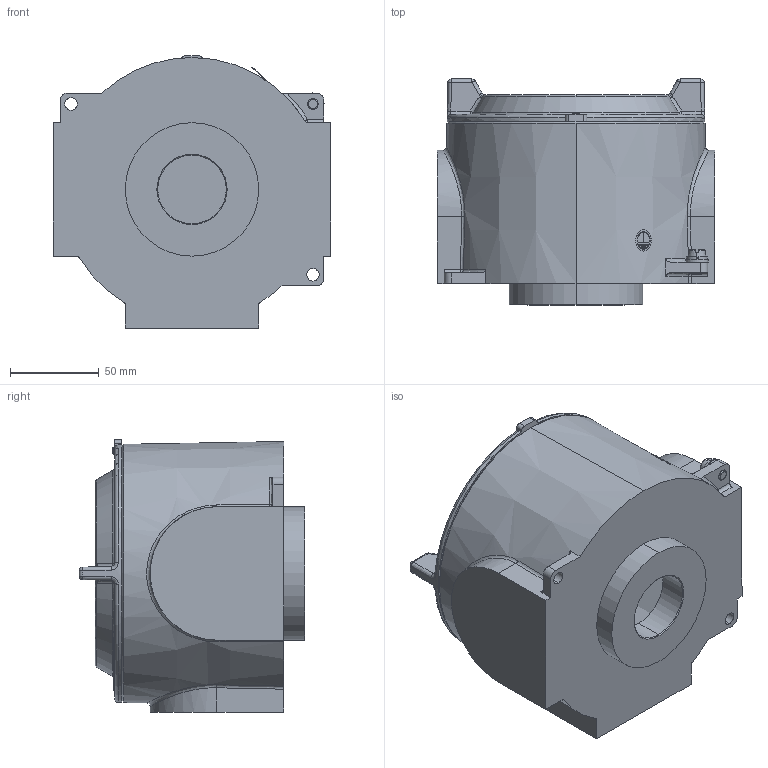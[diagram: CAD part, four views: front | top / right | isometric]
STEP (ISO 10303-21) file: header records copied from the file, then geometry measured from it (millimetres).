
FILE_DESCRIPTION (( 'STEP AP203' ), '1' );
FILE_NAME ('8252_14-EE110-111.STEP', '2015-05-07T07:59:20', ( '' ), ( '' ), 'SwSTEP 2.0', 'SolidWorks 2015', '' );
FILE_SCHEMA (( 'CONFIG_CONTROL_DESIGN' ));
Length unit declared in the file: millimetre
Products named in the file (9): 506_548_0; 8252_9_005_004_0_Machining; 502_077_0; 8252_14-EE110-111; 520_086_0; 503_652_0_M4 x 5; 506_635_0; 8252 Size 4 oring; 8252_9_004_015_3_Machining with M40x1,5 hole - EE110
Assembly tree (11 placements, depth 2):
  8252_14-EE110-111
    8252_9_004_015_3_Machining with M40x1,5 hole - EE110
    8252_9_005_004_0_Machining
    8252 Size 4 oring
    503_652_0_M4 x 5
    502_077_0  x2
    506_548_0  x2
    506_635_0  x2
    520_086_0
Bounding box: 156 x 127 x 153.07 mm (x, y, z)
Volume: 719902.7 mm3; surface area: 182403.7 mm2
Topology: 11 solids, 11 shells, 700 faces, 1744 edges, 1088 vertices
Faces by surface type: plane 345, bspline 117, cylinder 96, cone 71, torus 55, sphere 16
Entity records: 27958 total; most frequent: CARTESIAN_POINT 12069, ORIENTED_EDGE 3264, DIRECTION 2769, EDGE_CURVE 1632, VERTEX_POINT 1034, AXIS2_PLACEMENT_3D 942, LINE 885, VECTOR 885
